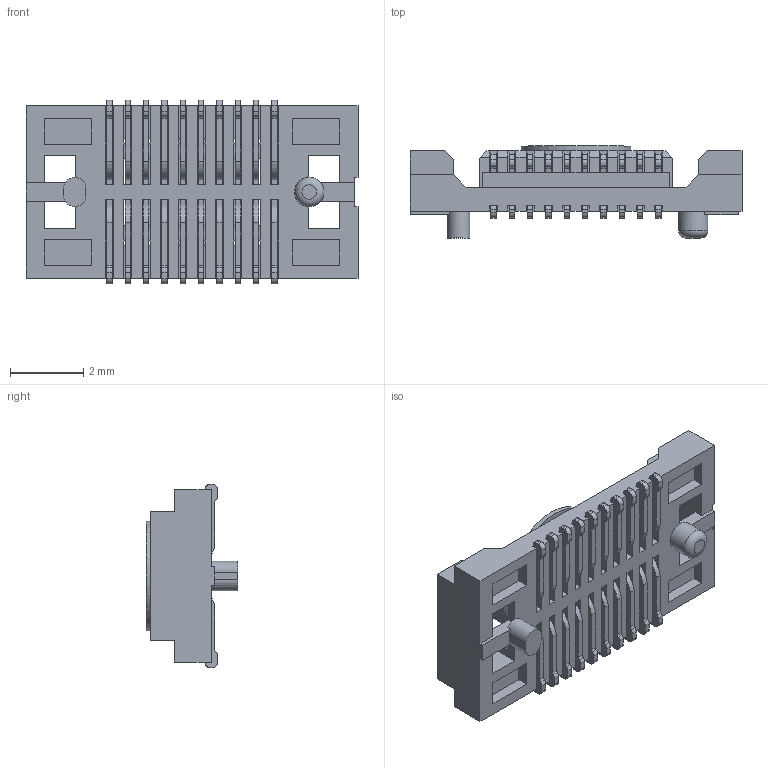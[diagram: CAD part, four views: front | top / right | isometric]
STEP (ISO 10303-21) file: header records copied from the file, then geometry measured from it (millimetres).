
FILE_DESCRIPTION( ( 'STEP AP203' ), '1' );
FILE_NAME( 'SLH-010-1.50-G-D-A-K.stp', '2019-07-20T21:51:06', ( '' ), ( '' ), ' ', 'PARTsolutions', ' ' );
FILE_SCHEMA( ( 'CONFIG_CONTROL_DESIGN' ) );
Length unit declared in the file: millimetre
Products named in the file (4): SLH-010-1.50-G-D-A-K; _SLH-010-1.50-G-D-A-K_terminal; _SLH-010-1.50-G-D-A-K_kdot; _SLH-010-1.50-G-D-A-K_pins
Assembly tree (3 placements, depth 2):
  SLH-010-1.50-G-D-A-K
    _SLH-010-1.50-G-D-A-K_terminal
    _SLH-010-1.50-G-D-A-K_kdot
    _SLH-010-1.50-G-D-A-K_pins
Bounding box: 9.06 x 2.51 x 5 mm (x, y, z)
Volume: 37.1 mm3; surface area: 290.9 mm2
Topology: 3 solids, 3 shells, 1089 faces, 3412 edges, 2265 vertices
Faces by surface type: plane 664, cylinder 424, torus 1
Full cylindrical faces by diameter (mm): 0.8 x1, 3 x1
Entity records: 38159 total; most frequent: ORIENTED_EDGE 6816, CARTESIAN_POINT 6765, DIRECTION 6450, EDGE_CURVE 3408, LINE 2552, VECTOR 2552, VERTEX_POINT 2264, AXIS2_PLACEMENT_3D 1949
